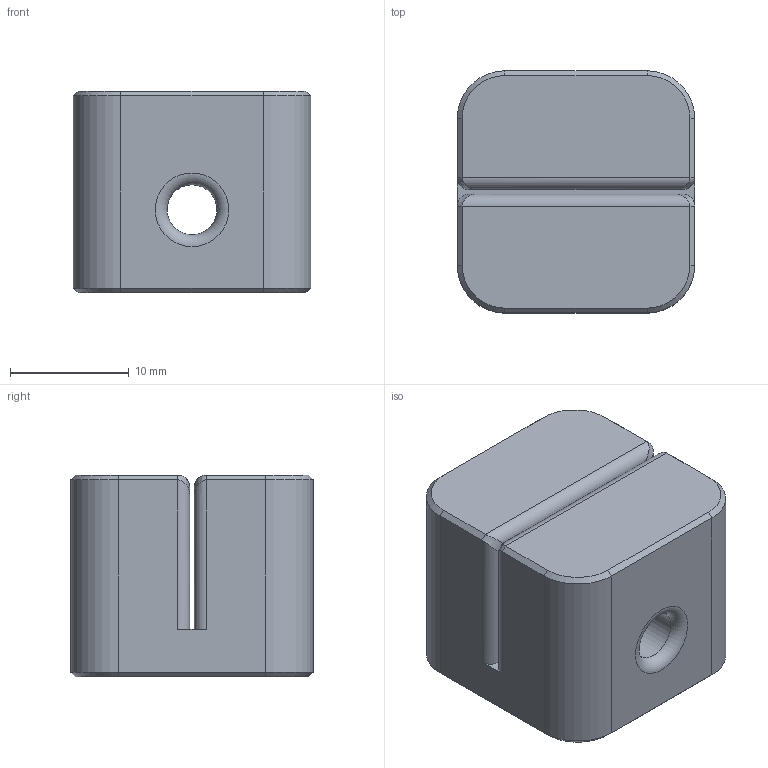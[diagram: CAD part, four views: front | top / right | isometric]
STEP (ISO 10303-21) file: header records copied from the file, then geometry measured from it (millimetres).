
FILE_DESCRIPTION(/* description */ (''),/* implementation_level */ '2;1');
FILE_NAME(/* name */ 'Sailfin_PTFE_Cut_Guide-X.stp',/* time_stamp */ '2021-03-25T17:44:39-07:00',/* author */ (''),/* organization */ (''),/* preprocessor_version */ 'ST-DEVELOPER v18.1',/* originating_system */ 'Autodesk Translation Framework v9.10.0.1330',/* authorisation */ '');
FILE_SCHEMA (('AUTOMOTIVE_DESIGN { 1 0 10303 214 3 1 1 }'));
Length unit declared in the file: millimetre
Products named in the file (1): Sailfin PTFE Cut Guide
Bounding box: 20 x 20.4 x 17 mm (x, y, z)
Volume: 6284 mm3; surface area: 2678.7 mm2
Topology: 1 solids, 1 shells, 50 faces, 120 edges, 72 vertices
Faces by surface type: plane 20, cylinder 12, cone 8, bspline 8, torus 2
Full cylindrical faces by diameter (mm): 4.2 x2
Entity records: 2050 total; most frequent: CARTESIAN_POINT 887, ORIENTED_EDGE 240, DIRECTION 216, EDGE_CURVE 120, AXIS2_PLACEMENT_3D 73, VERTEX_POINT 72, LINE 70, VECTOR 70
